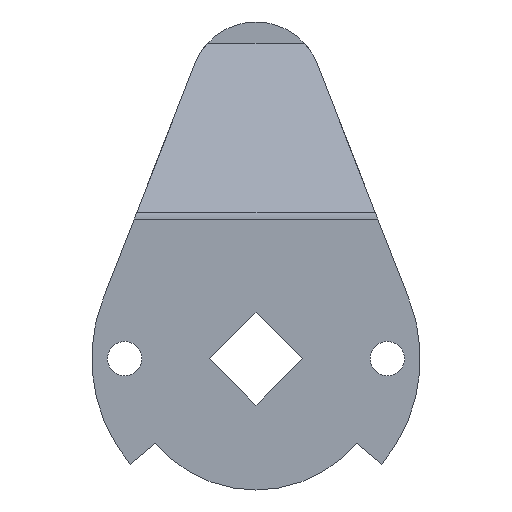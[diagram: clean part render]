
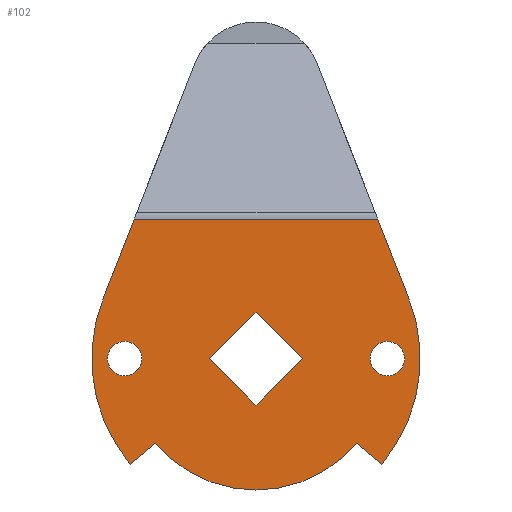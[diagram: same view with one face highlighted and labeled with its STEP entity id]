
A CAD part, front view. The second image highlights one B-rep face of the part: STEP entity #102.
In plain terms, the highlighted planar face has unit normal (0, -1, 0).
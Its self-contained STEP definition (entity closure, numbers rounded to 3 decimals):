
#100 = EDGE_LOOP ( 'NONE', ( #186, #104, #122, #108, #116, #111, #118, #132, #128 ) ) ;
#101 = EDGE_CURVE ( 'NONE', #171, #169, #385, .T. ) ;
#102 = ADVANCED_FACE ( 'NONE', ( #376, #375, #374, #373 ), #372, .F. ) ;
#104 = ORIENTED_EDGE ( 'NONE', *, *, #105, .T. ) ;
#105 = EDGE_CURVE ( 'NONE', #120, #121, #432, .T. ) ;
#106 = VERTEX_POINT ( 'NONE', #428 ) ;
#107 = ORIENTED_EDGE ( 'NONE', *, *, #172, .T. ) ;
#108 = ORIENTED_EDGE ( 'NONE', *, *, #109, .F. ) ;
#109 = EDGE_CURVE ( 'NONE', #117, #112, #427, .T. ) ;
#110 = VERTEX_POINT ( 'NONE', #422 ) ;
#111 = ORIENTED_EDGE ( 'NONE', *, *, #165, .F. ) ;
#112 = VERTEX_POINT ( 'NONE', #421 ) ;
#113 = VERTEX_POINT ( 'NONE', #420 ) ;
#114 = EDGE_CURVE ( 'NONE', #112, #121, #419, .T. ) ;
#115 = EDGE_CURVE ( 'NONE', #120, #113, #415, .T. ) ;
#116 = ORIENTED_EDGE ( 'NONE', *, *, #125, .F. ) ;
#117 = VERTEX_POINT ( 'NONE', #411 ) ;
#118 = ORIENTED_EDGE ( 'NONE', *, *, #124, .F. ) ;
#119 = EDGE_CURVE ( 'NONE', #113, #110, #409, .T. ) ;
#120 = VERTEX_POINT ( 'NONE', #410 ) ;
#121 = VERTEX_POINT ( 'NONE', #404 ) ;
#122 = ORIENTED_EDGE ( 'NONE', *, *, #114, .F. ) ;
#123 = EDGE_CURVE ( 'NONE', #110, #106, #403, .T. ) ;
#124 = EDGE_CURVE ( 'NONE', #106, #162, #464, .T. ) ;
#125 = EDGE_CURVE ( 'NONE', #184, #117, #459, .T. ) ;
#126 = EDGE_LOOP ( 'NONE', ( #133, #131 ) ) ;
#127 = ORIENTED_EDGE ( 'NONE', *, *, #130, .T. ) ;
#128 = ORIENTED_EDGE ( 'NONE', *, *, #119, .F. ) ;
#129 = EDGE_LOOP ( 'NONE', ( #107, #127 ) ) ;
#130 = EDGE_CURVE ( 'NONE', #159, #173, #455, .T. ) ;
#131 = ORIENTED_EDGE ( 'NONE', *, *, #135, .T. ) ;
#132 = ORIENTED_EDGE ( 'NONE', *, *, #123, .F. ) ;
#133 = ORIENTED_EDGE ( 'NONE', *, *, #101, .T. ) ;
#134 = EDGE_LOOP ( 'NONE', ( #155, #149, #152, #151 ) ) ;
#135 = EDGE_CURVE ( 'NONE', #169, #171, #450, .T. ) ;
#145 = EDGE_CURVE ( 'NONE', #150, #148, #487, .T. ) ;
#146 = EDGE_CURVE ( 'NONE', #154, #153, #483, .T. ) ;
#147 = EDGE_CURVE ( 'NONE', #153, #150, #479, .T. ) ;
#148 = VERTEX_POINT ( 'NONE', #475 ) ;
#149 = ORIENTED_EDGE ( 'NONE', *, *, #146, .T. ) ;
#150 = VERTEX_POINT ( 'NONE', #474 ) ;
#151 = ORIENTED_EDGE ( 'NONE', *, *, #145, .T. ) ;
#152 = ORIENTED_EDGE ( 'NONE', *, *, #147, .T. ) ;
#153 = VERTEX_POINT ( 'NONE', #473 ) ;
#154 = VERTEX_POINT ( 'NONE', #472 ) ;
#155 = ORIENTED_EDGE ( 'NONE', *, *, #156, .T. ) ;
#156 = EDGE_CURVE ( 'NONE', #148, #154, #471, .T. ) ;
#159 = VERTEX_POINT ( 'NONE', #525 ) ;
#162 = VERTEX_POINT ( 'NONE', #517 ) ;
#165 = EDGE_CURVE ( 'NONE', #162, #184, #512, .T. ) ;
#169 = VERTEX_POINT ( 'NONE', #498 ) ;
#171 = VERTEX_POINT ( 'NONE', #497 ) ;
#172 = EDGE_CURVE ( 'NONE', #173, #159, #557, .T. ) ;
#173 = VERTEX_POINT ( 'NONE', #552 ) ;
#184 = VERTEX_POINT ( 'NONE', #534 ) ;
#186 = ORIENTED_EDGE ( 'NONE', *, *, #115, .F. ) ;
#368 = DIRECTION ( 'NONE',  ( 0., 0., 1. ) ) ;
#369 = DIRECTION ( 'NONE',  ( 0., 1., 0. ) ) ;
#370 = CARTESIAN_POINT ( 'NONE',  ( 22.5, 0., 17.423 ) ) ;
#371 = AXIS2_PLACEMENT_3D ( 'NONE', #370, #369, #368 ) ;
#372 = PLANE ( 'NONE',  #371 ) ;
#373 = FACE_BOUND ( 'NONE', #134, .T. ) ;
#374 = FACE_BOUND ( 'NONE', #126, .T. ) ;
#375 = FACE_BOUND ( 'NONE', #129, .T. ) ;
#376 = FACE_OUTER_BOUND ( 'NONE', #100, .T. ) ;
#377 = DIRECTION ( 'NONE',  ( 0., 0., 1. ) ) ;
#378 = DIRECTION ( 'NONE',  ( 0., 1., 0. ) ) ;
#379 = CARTESIAN_POINT ( 'NONE',  ( -16., 0., 0. ) ) ;
#380 = AXIS2_PLACEMENT_3D ( 'NONE', #379, #378, #377 ) ;
#385 = CIRCLE ( 'NONE', #380, 2.1 ) ;
#400 = DIRECTION ( 'NONE',  ( -0.766, 0., 0.643 ) ) ;
#401 = VECTOR ( 'NONE', #400, 1000. ) ;
#402 = CARTESIAN_POINT ( 'NONE',  ( 12.257, 0., -10.285 ) ) ;
#403 = LINE ( 'NONE', #402, #401 ) ;
#404 = CARTESIAN_POINT ( 'NONE',  ( -14.834, 0., 17. ) ) ;
#405 = DIRECTION ( 'NONE',  ( 0., 0., 1. ) ) ;
#406 = DIRECTION ( 'NONE',  ( 0., 1., 0. ) ) ;
#407 = CARTESIAN_POINT ( 'NONE',  ( 0., 0., 0. ) ) ;
#408 = AXIS2_PLACEMENT_3D ( 'NONE', #407, #406, #405 ) ;
#409 = CIRCLE ( 'NONE', #408, 20. ) ;
#410 = CARTESIAN_POINT ( 'NONE',  ( 14.834, 0., 17. ) ) ;
#411 = CARTESIAN_POINT ( 'NONE',  ( -15.321, 0., -12.856 ) ) ;
#412 = DIRECTION ( 'NONE',  ( 0.364, 0., -0.932 ) ) ;
#413 = VECTOR ( 'NONE', #412, 1000. ) ;
#414 = CARTESIAN_POINT ( 'NONE',  ( 7.452, 0., 35.909 ) ) ;
#415 = LINE ( 'NONE', #414, #413 ) ;
#416 = DIRECTION ( 'NONE',  ( 0.364, 0., 0.932 ) ) ;
#417 = VECTOR ( 'NONE', #416, 1000. ) ;
#418 = CARTESIAN_POINT ( 'NONE',  ( -18.631, 0., 7.273 ) ) ;
#419 = LINE ( 'NONE', #418, #417 ) ;
#420 = CARTESIAN_POINT ( 'NONE',  ( 18.631, 0., 7.273 ) ) ;
#421 = CARTESIAN_POINT ( 'NONE',  ( -18.631, 0., 7.273 ) ) ;
#422 = CARTESIAN_POINT ( 'NONE',  ( 15.321, 0., -12.856 ) ) ;
#423 = DIRECTION ( 'NONE',  ( 0., 0., 1. ) ) ;
#424 = DIRECTION ( 'NONE',  ( 0., 1., 0. ) ) ;
#425 = CARTESIAN_POINT ( 'NONE',  ( 0., 0., 0. ) ) ;
#426 = AXIS2_PLACEMENT_3D ( 'NONE', #425, #424, #423 ) ;
#427 = CIRCLE ( 'NONE', #426, 20. ) ;
#428 = CARTESIAN_POINT ( 'NONE',  ( 12.257, 0., -10.285 ) ) ;
#429 = DIRECTION ( 'NONE',  ( -1., 0., 0. ) ) ;
#430 = VECTOR ( 'NONE', #429, 1000. ) ;
#431 = CARTESIAN_POINT ( 'NONE',  ( 22.5, 0., 17. ) ) ;
#432 = LINE ( 'NONE', #431, #430 ) ;
#446 = DIRECTION ( 'NONE',  ( 0., 0., 1. ) ) ;
#447 = DIRECTION ( 'NONE',  ( 0., 1., 0. ) ) ;
#448 = CARTESIAN_POINT ( 'NONE',  ( -16., 0., 0. ) ) ;
#449 = AXIS2_PLACEMENT_3D ( 'NONE', #448, #447, #446 ) ;
#450 = CIRCLE ( 'NONE', #449, 2.1 ) ;
#451 = DIRECTION ( 'NONE',  ( 0., 0., 1. ) ) ;
#452 = DIRECTION ( 'NONE',  ( 0., 1., 0. ) ) ;
#453 = CARTESIAN_POINT ( 'NONE',  ( 16., 0., 0. ) ) ;
#454 = AXIS2_PLACEMENT_3D ( 'NONE', #453, #452, #451 ) ;
#455 = CIRCLE ( 'NONE', #454, 2.1 ) ;
#456 = DIRECTION ( 'NONE',  ( -0.766, 0., -0.643 ) ) ;
#457 = VECTOR ( 'NONE', #456, 1000. ) ;
#458 = CARTESIAN_POINT ( 'NONE',  ( -12.257, 0., -10.285 ) ) ;
#459 = LINE ( 'NONE', #458, #457 ) ;
#460 = DIRECTION ( 'NONE',  ( 0., 0., 1. ) ) ;
#461 = DIRECTION ( 'NONE',  ( 0., 1., 0. ) ) ;
#462 = CARTESIAN_POINT ( 'NONE',  ( 0., 0., 0. ) ) ;
#463 = AXIS2_PLACEMENT_3D ( 'NONE', #462, #461, #460 ) ;
#464 = CIRCLE ( 'NONE', #463, 16. ) ;
#468 = DIRECTION ( 'NONE',  ( 0.707, 0., -0.707 ) ) ;
#469 = VECTOR ( 'NONE', #468, 1000. ) ;
#470 = CARTESIAN_POINT ( 'NONE',  ( 0., 0., 5.657 ) ) ;
#471 = LINE ( 'NONE', #470, #469 ) ;
#472 = CARTESIAN_POINT ( 'NONE',  ( 5.657, 0., 0. ) ) ;
#473 = CARTESIAN_POINT ( 'NONE',  ( 0., 0., -5.657 ) ) ;
#474 = CARTESIAN_POINT ( 'NONE',  ( -5.657, 0., 0. ) ) ;
#475 = CARTESIAN_POINT ( 'NONE',  ( 0., 0., 5.657 ) ) ;
#476 = DIRECTION ( 'NONE',  ( -0.707, 0., 0.707 ) ) ;
#477 = VECTOR ( 'NONE', #476, 1000. ) ;
#478 = CARTESIAN_POINT ( 'NONE',  ( 0., 0., -5.657 ) ) ;
#479 = LINE ( 'NONE', #478, #477 ) ;
#480 = DIRECTION ( 'NONE',  ( -0.707, 0., -0.707 ) ) ;
#481 = VECTOR ( 'NONE', #480, 1000. ) ;
#482 = CARTESIAN_POINT ( 'NONE',  ( 5.657, 0., 0. ) ) ;
#483 = LINE ( 'NONE', #482, #481 ) ;
#484 = DIRECTION ( 'NONE',  ( 0.707, 0., 0.707 ) ) ;
#485 = VECTOR ( 'NONE', #484, 1000. ) ;
#486 = CARTESIAN_POINT ( 'NONE',  ( -5.657, 0., 0. ) ) ;
#487 = LINE ( 'NONE', #486, #485 ) ;
#497 = CARTESIAN_POINT ( 'NONE',  ( -16., 0., -2.1 ) ) ;
#498 = CARTESIAN_POINT ( 'NONE',  ( -16., 0., 2.1 ) ) ;
#508 = DIRECTION ( 'NONE',  ( 0., 0., 1. ) ) ;
#509 = DIRECTION ( 'NONE',  ( 0., 1., 0. ) ) ;
#510 = CARTESIAN_POINT ( 'NONE',  ( 0., 0., 0. ) ) ;
#511 = AXIS2_PLACEMENT_3D ( 'NONE', #510, #509, #508 ) ;
#512 = CIRCLE ( 'NONE', #511, 16. ) ;
#517 = CARTESIAN_POINT ( 'NONE',  ( 0., 0., -16. ) ) ;
#525 = CARTESIAN_POINT ( 'NONE',  ( 16., 0., 2.1 ) ) ;
#534 = CARTESIAN_POINT ( 'NONE',  ( -12.257, 0., -10.285 ) ) ;
#552 = CARTESIAN_POINT ( 'NONE',  ( 16., 0., -2.1 ) ) ;
#553 = DIRECTION ( 'NONE',  ( 0., 0., 1. ) ) ;
#554 = DIRECTION ( 'NONE',  ( 0., 1., 0. ) ) ;
#555 = CARTESIAN_POINT ( 'NONE',  ( 16., 0., 0. ) ) ;
#556 = AXIS2_PLACEMENT_3D ( 'NONE', #555, #554, #553 ) ;
#557 = CIRCLE ( 'NONE', #556, 2.1 ) ;
